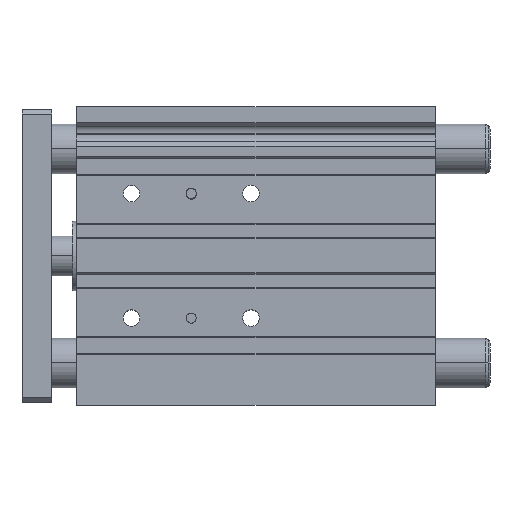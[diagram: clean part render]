
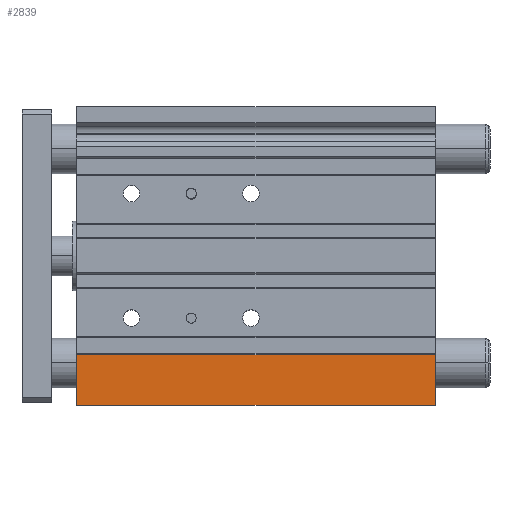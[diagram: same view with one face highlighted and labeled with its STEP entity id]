
A CAD part, top view. The second image highlights one B-rep face of the part: STEP entity #2839.
In plain terms, the highlighted planar face has unit normal (0, 0, 1).
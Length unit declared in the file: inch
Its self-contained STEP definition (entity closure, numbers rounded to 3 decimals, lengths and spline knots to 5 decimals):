
#138 = EDGE_CURVE ( 'NONE', #6601, #203, #8006, .T. ) ;
#203 = VERTEX_POINT ( 'NONE', #1180 ) ;
#348 = CARTESIAN_POINT ( 'NONE',  ( 5.66929, -1.56496, 1.06299 ) ) ;
#601 = ORIENTED_EDGE ( 'NONE', *, *, #10328, .F. ) ;
#699 = VECTOR ( 'NONE', #2236, 39.37008 ) ;
#1180 = CARTESIAN_POINT ( 'NONE',  ( 0., -2.3622, 1.06299 ) ) ;
#1281 = LINE ( 'NONE', #5787, #6285 ) ;
#1342 = CARTESIAN_POINT ( 'NONE',  ( 5.66929, -1.56496, 1.06299 ) ) ;
#2236 = DIRECTION ( 'NONE',  ( -1., 0., 0. ) ) ;
#2437 = LINE ( 'NONE', #4277, #3847 ) ;
#2839 = ADVANCED_FACE ( 'NONE', ( #10130 ), #8430, .F. ) ;
#2955 = ORIENTED_EDGE ( 'NONE', *, *, #138, .F. ) ;
#3847 = VECTOR ( 'NONE', #8862, 39.37008 ) ;
#3863 = ORIENTED_EDGE ( 'NONE', *, *, #6574, .T. ) ;
#4277 = CARTESIAN_POINT ( 'NONE',  ( 0., -1.56496, 1.06299 ) ) ;
#4331 = CARTESIAN_POINT ( 'NONE',  ( 5.66929, -2.3622, 1.06299 ) ) ;
#4645 = VECTOR ( 'NONE', #11687, 39.37008 ) ;
#5011 = AXIS2_PLACEMENT_3D ( 'NONE', #10311, #10070, #7419 ) ;
#5363 = VERTEX_POINT ( 'NONE', #1342 ) ;
#5787 = CARTESIAN_POINT ( 'NONE',  ( 5.66929, -1.56496, 1.06299 ) ) ;
#6285 = VECTOR ( 'NONE', #8614, 39.37008 ) ;
#6574 = EDGE_CURVE ( 'NONE', #8243, #203, #2437, .T. ) ;
#6601 = VERTEX_POINT ( 'NONE', #4331 ) ;
#7419 = DIRECTION ( 'NONE',  ( 0., -1., 0. ) ) ;
#7994 = EDGE_CURVE ( 'NONE', #5363, #8243, #8661, .T. ) ;
#8006 = LINE ( 'NONE', #8964, #4645 ) ;
#8243 = VERTEX_POINT ( 'NONE', #10111 ) ;
#8430 = PLANE ( 'NONE',  #5011 ) ;
#8614 = DIRECTION ( 'NONE',  ( 0., -1., 0. ) ) ;
#8661 = LINE ( 'NONE', #348, #699 ) ;
#8862 = DIRECTION ( 'NONE',  ( 0., -1., 0. ) ) ;
#8964 = CARTESIAN_POINT ( 'NONE',  ( 5.66929, -2.3622, 1.06299 ) ) ;
#10070 = DIRECTION ( 'NONE',  ( 0., 0., -1. ) ) ;
#10111 = CARTESIAN_POINT ( 'NONE',  ( 0., -1.56496, 1.06299 ) ) ;
#10130 = FACE_OUTER_BOUND ( 'NONE', #10771, .T. ) ;
#10311 = CARTESIAN_POINT ( 'NONE',  ( 5.66929, -1.56496, 1.06299 ) ) ;
#10328 = EDGE_CURVE ( 'NONE', #5363, #6601, #1281, .T. ) ;
#10609 = ORIENTED_EDGE ( 'NONE', *, *, #7994, .T. ) ;
#10771 = EDGE_LOOP ( 'NONE', ( #3863, #2955, #601, #10609 ) ) ;
#11687 = DIRECTION ( 'NONE',  ( -1., 0., 0. ) ) ;
